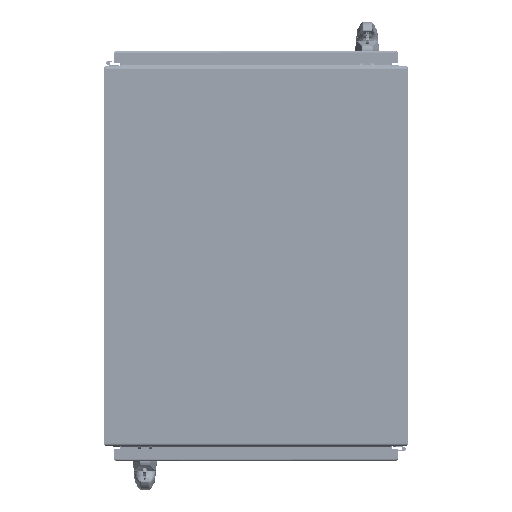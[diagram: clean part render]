
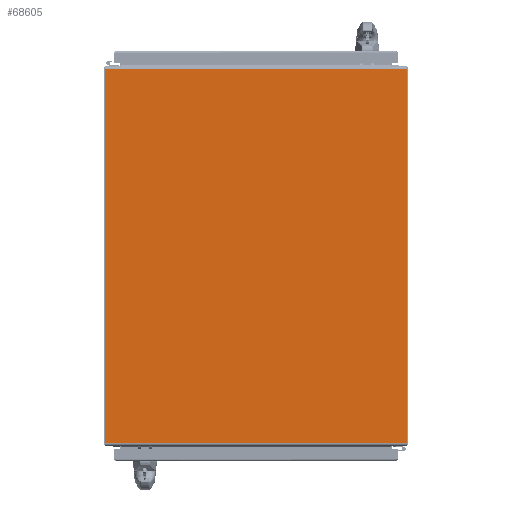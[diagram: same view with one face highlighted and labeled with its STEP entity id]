
A CAD part, front view. The second image highlights one B-rep face of the part: STEP entity #68605.
In plain terms, the highlighted face is planar.
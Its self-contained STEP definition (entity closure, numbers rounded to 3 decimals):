
#9308=PLANE('',#72445);
#10502=FACE_OUTER_BOUND('',#13466,.T.);
#13466=EDGE_LOOP('',(#50901,#50902,#50903,#50904));
#20301=LINE('',#97356,#25471);
#20305=LINE('',#97372,#25475);
#20310=LINE('',#97387,#25480);
#20312=LINE('',#97390,#25482);
#25471=VECTOR('',#79228,0.394);
#25475=VECTOR('',#79248,0.394);
#25480=VECTOR('',#79269,0.394);
#25482=VECTOR('',#79273,0.394);
#30574=VERTEX_POINT('',#97353);
#30575=VERTEX_POINT('',#97355);
#30578=VERTEX_POINT('',#97369);
#30579=VERTEX_POINT('',#97371);
#39961=EDGE_CURVE('',#30575,#30574,#20301,.T.);
#39969=EDGE_CURVE('',#30579,#30578,#20305,.T.);
#39977=EDGE_CURVE('',#30575,#30578,#20310,.T.);
#39979=EDGE_CURVE('',#30579,#30574,#20312,.T.);
#50901=ORIENTED_EDGE('',*,*,#39961,.T.);
#50902=ORIENTED_EDGE('',*,*,#39979,.F.);
#50903=ORIENTED_EDGE('',*,*,#39969,.T.);
#50904=ORIENTED_EDGE('',*,*,#39977,.F.);
#68605=ADVANCED_FACE('',(#10502),#9308,.T.);
#72445=AXIS2_PLACEMENT_3D('',#97389,#79271,#79272);
#79228=DIRECTION('',(-1.,0.,0.));
#79248=DIRECTION('',(1.,0.,0.));
#79269=DIRECTION('',(0.,-1.,0.));
#79271=DIRECTION('center_axis',(0.,0.,1.));
#79272=DIRECTION('ref_axis',(1.,0.,0.));
#79273=DIRECTION('',(0.,1.,0.));
#97353=CARTESIAN_POINT('',(-11.959,14.818,0.104));
#97355=CARTESIAN_POINT('',(11.959,14.818,0.104));
#97356=CARTESIAN_POINT('',(5.979,14.818,0.104));
#97369=CARTESIAN_POINT('',(11.959,-14.818,0.104));
#97371=CARTESIAN_POINT('',(-11.959,-14.818,0.104));
#97372=CARTESIAN_POINT('',(-5.979,-14.818,0.104));
#97387=CARTESIAN_POINT('',(11.959,15.063,0.104));
#97389=CARTESIAN_POINT('Origin',(0.,0.,
0.104));
#97390=CARTESIAN_POINT('',(-11.959,-15.063,0.104));
